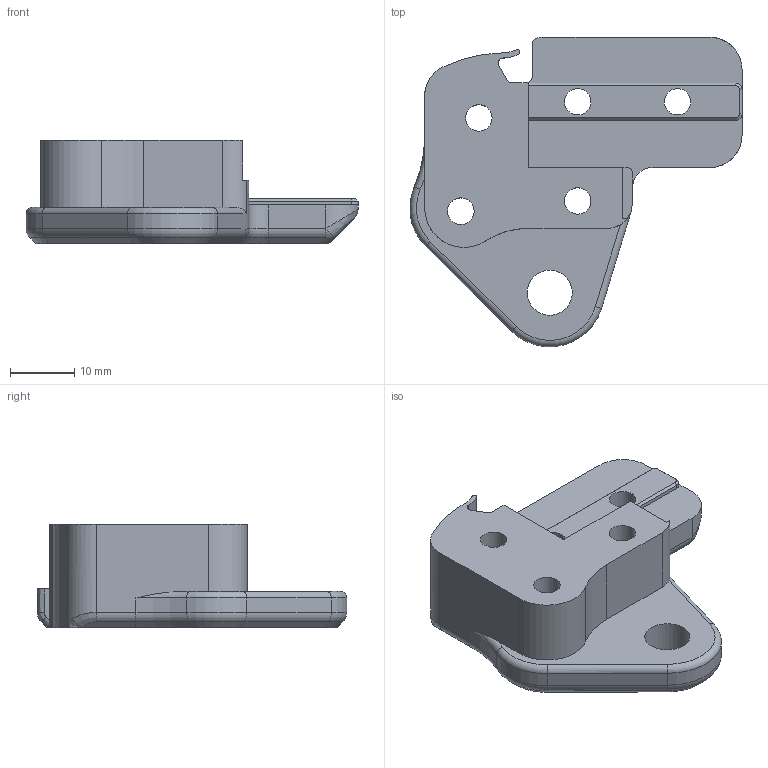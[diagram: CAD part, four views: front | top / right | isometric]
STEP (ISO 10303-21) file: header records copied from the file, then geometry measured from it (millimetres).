
FILE_DESCRIPTION(/* description */ (''),/* implementation_level */ '2;1');
FILE_NAME(/* name */ 'xy_joint_right_upper_M4.step',/* time_stamp */ '2023-07-05T21:32:47-04:00',/* author */ (''),/* organization */ (''),/* preprocessor_version */ 'ST-DEVELOPER v19.2',/* originating_system */ 'Autodesk Translation Framework v12.6.0.85',/* authorisation */ '');
FILE_SCHEMA (('AUTOMOTIVE_DESIGN { 1 0 10303 214 3 1 1 }'));
Length unit declared in the file: millimetre
Products named in the file (1): xy_joint_right_upper_M4
Bounding box: 51.51 x 48 x 16 mm (x, y, z)
Volume: 13670.5 mm3; surface area: 6188.9 mm2
Topology: 1 solids, 1 shells, 152 faces, 379 edges, 229 vertices
Faces by surface type: plane 77, cylinder 42, cone 14, torus 9, bspline 8, sphere 2
Full cylindrical faces by diameter (mm): 4.1 x4, 4.15 x1, 6.95 x1, 7 x3
Entity records: 4726 total; most frequent: CARTESIAN_POINT 991, DIRECTION 801, ORIENTED_EDGE 758, EDGE_CURVE 379, AXIS2_PLACEMENT_3D 287, VERTEX_POINT 229, LINE 227, VECTOR 227
